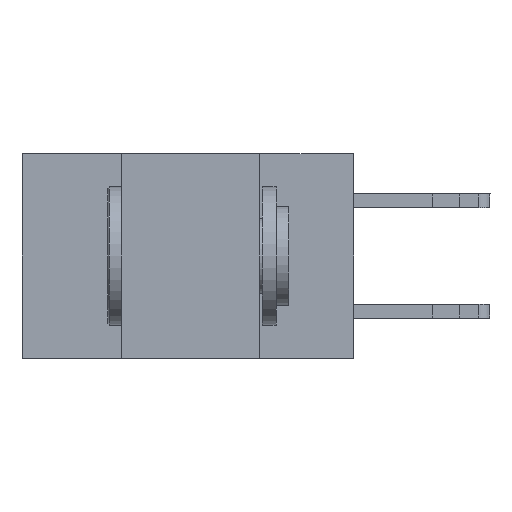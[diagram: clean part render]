
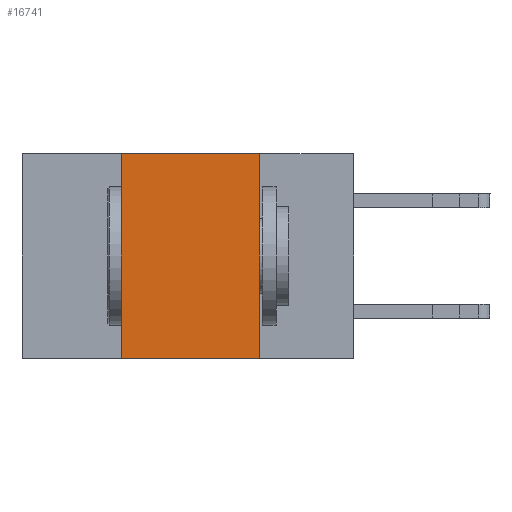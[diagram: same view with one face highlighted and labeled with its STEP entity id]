
A CAD part, left-side view. The second image highlights one B-rep face of the part: STEP entity #16741.
In plain terms, the highlighted planar face has unit normal (-1, 0, 0).
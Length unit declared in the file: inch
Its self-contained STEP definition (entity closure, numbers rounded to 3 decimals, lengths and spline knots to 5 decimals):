
#114 = DIRECTION ( 'NONE',  ( 0., 0., -1. ) ) ;
#780 = CARTESIAN_POINT ( 'NONE',  ( 0., 0.17, -0.37 ) ) ;
#1450 = CARTESIAN_POINT ( 'NONE',  ( 0., 0.17, 0. ) ) ;
#2364 = LINE ( 'NONE', #1450, #2839 ) ;
#2642 = EDGE_LOOP ( 'NONE', ( #5956, #9881, #16589, #7971 ) ) ;
#2839 = VECTOR ( 'NONE', #114, 39.37008 ) ;
#3960 = VECTOR ( 'NONE', #8236, 39.37008 ) ;
#4063 = DIRECTION ( 'NONE',  ( 0., -1., 0. ) ) ;
#4317 = CARTESIAN_POINT ( 'NONE',  ( 0., 0.42, 0. ) ) ;
#4808 = FACE_OUTER_BOUND ( 'NONE', #2642, .T. ) ;
#4926 = CARTESIAN_POINT ( 'NONE',  ( 0., 0.17, 0. ) ) ;
#5648 = CARTESIAN_POINT ( 'NONE',  ( 0., 0.42, 0. ) ) ;
#5832 = CARTESIAN_POINT ( 'NONE',  ( 0., 0.42, -0.37 ) ) ;
#5956 = ORIENTED_EDGE ( 'NONE', *, *, #10187, .F. ) ;
#7257 = CARTESIAN_POINT ( 'NONE',  ( 0., 0.6, 0. ) ) ;
#7859 = LINE ( 'NONE', #7257, #14567 ) ;
#7971 = ORIENTED_EDGE ( 'NONE', *, *, #10109, .T. ) ;
#8044 = DIRECTION ( 'NONE',  ( 0., 0., -1. ) ) ;
#8236 = DIRECTION ( 'NONE',  ( 0., -1., 0. ) ) ;
#8549 = VERTEX_POINT ( 'NONE', #4926 ) ;
#9149 = VERTEX_POINT ( 'NONE', #5648 ) ;
#9881 = ORIENTED_EDGE ( 'NONE', *, *, #15232, .F. ) ;
#10109 = EDGE_CURVE ( 'NONE', #10527, #18147, #17730, .T. ) ;
#10187 = EDGE_CURVE ( 'NONE', #8549, #18147, #2364, .T. ) ;
#10527 = VERTEX_POINT ( 'NONE', #5832 ) ;
#10719 = PLANE ( 'NONE',  #16577 ) ;
#11562 = VECTOR ( 'NONE', #14395, 39.37008 ) ;
#13848 = DIRECTION ( 'NONE',  ( 1., 0., 0. ) ) ;
#14395 = DIRECTION ( 'NONE',  ( 0., 0., 1. ) ) ;
#14567 = VECTOR ( 'NONE', #4063, 39.37008 ) ;
#15232 = EDGE_CURVE ( 'NONE', #9149, #8549, #7859, .T. ) ;
#15411 = CARTESIAN_POINT ( 'NONE',  ( 0., 0.6, -0.37 ) ) ;
#15864 = LINE ( 'NONE', #4317, #11562 ) ;
#16577 = AXIS2_PLACEMENT_3D ( 'NONE', #16733, #13848, #8044 ) ;
#16589 = ORIENTED_EDGE ( 'NONE', *, *, #17693, .F. ) ;
#16733 = CARTESIAN_POINT ( 'NONE',  ( 0., 0.6, 0. ) ) ;
#16741 = ADVANCED_FACE ( 'NONE', ( #4808 ), #10719, .F. ) ;
#17693 = EDGE_CURVE ( 'NONE', #10527, #9149, #15864, .T. ) ;
#17730 = LINE ( 'NONE', #15411, #3960 ) ;
#18147 = VERTEX_POINT ( 'NONE', #780 ) ;
